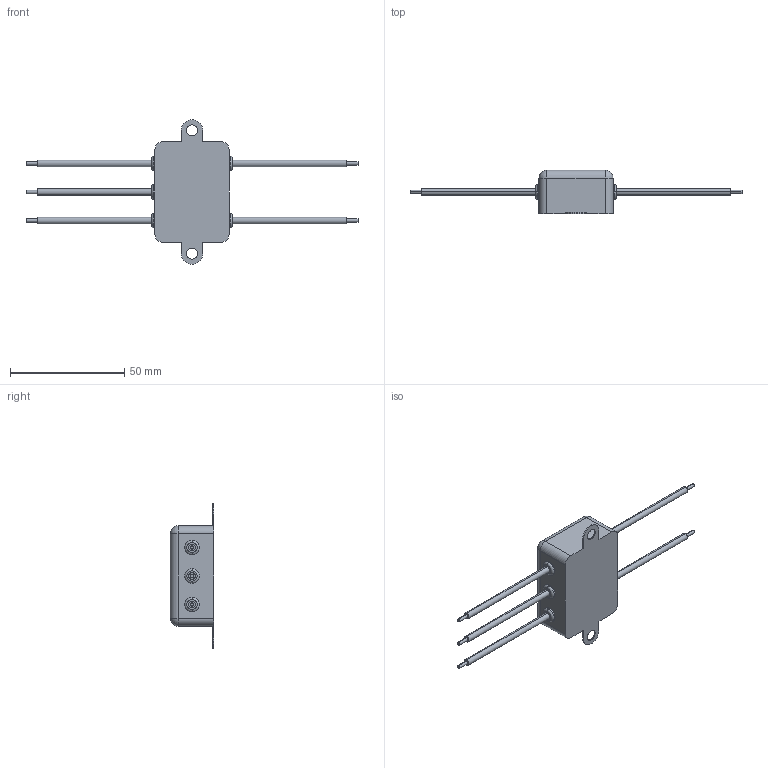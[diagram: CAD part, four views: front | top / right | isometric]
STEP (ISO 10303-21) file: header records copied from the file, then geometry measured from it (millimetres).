
FILE_DESCRIPTION (( 'STEP AP214' ), '1' );
FILE_NAME ('03DBAW5.STEP', '2017-12-26T07:16:36', ( 'Delta' ), ( '' ), 'SwSTEP 2.0', 'SolidWorks 2011', '' );
FILE_SCHEMA (( 'AUTOMOTIVE_DESIGN' ));
Length unit declared in the file: millimetre
Products named in the file (1): 03DBAW5
Bounding box: 145.5 x 19 x 63.4 mm (x, y, z)
Volume: 28467.4 mm3; surface area: 8109.6 mm2
Topology: 1 solids, 1 shells, 86 faces, 189 edges, 116 vertices
Faces by surface type: cylinder 45, plane 27, torus 10, sphere 4
Entity records: 3010 total; most frequent: DIRECTION 469, CARTESIAN_POINT 388, ORIENTED_EDGE 370, AXIS2_PLACEMENT_3D 197, EDGE_CURVE 185, VERTEX_POINT 116, CIRCLE 110, EDGE_LOOP 105
